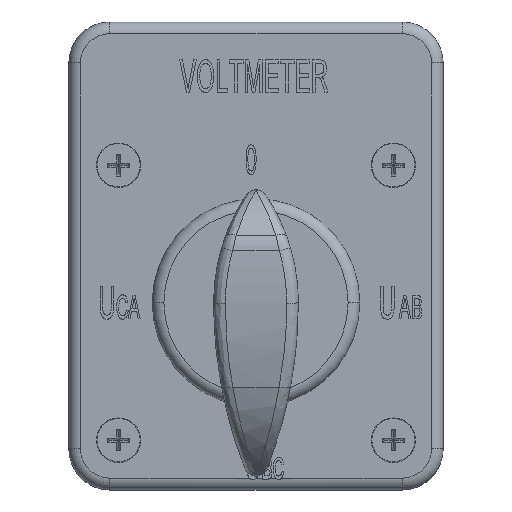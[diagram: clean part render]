
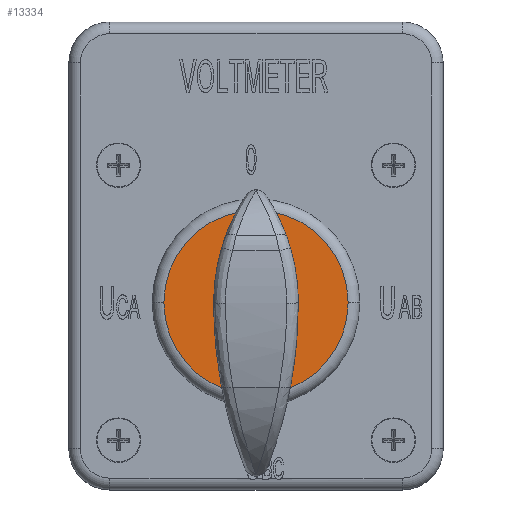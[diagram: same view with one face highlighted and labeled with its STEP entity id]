
A CAD part, top view. The second image highlights one B-rep face of the part: STEP entity #13334.
In plain terms, the highlighted planar face has unit normal (0, 0, 1).
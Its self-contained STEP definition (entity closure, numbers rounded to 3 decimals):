
#627 = VERTEX_POINT ( 'NONE', #12182 ) ;
#1016 = CIRCLE ( 'NONE', #16022, 15.75 ) ;
#1153 = EDGE_CURVE ( 'NONE', #21195, #627, #1016, .T. ) ;
#1498 = DIRECTION ( 'NONE',  ( 1., 0., 0. ) ) ;
#5365 = FACE_OUTER_BOUND ( 'NONE', #10811, .T. ) ;
#5462 = DIRECTION ( 'NONE',  ( 1., 0., 0. ) ) ;
#6888 = CARTESIAN_POINT ( 'NONE',  ( 0., 0., 17.2 ) ) ;
#8335 = AXIS2_PLACEMENT_3D ( 'NONE', #6888, #12194, #1498 ) ;
#8937 = ORIENTED_EDGE ( 'NONE', *, *, #12457, .T. ) ;
#9293 = CIRCLE ( 'NONE', #9648, 15.75 ) ;
#9648 = AXIS2_PLACEMENT_3D ( 'NONE', #20289, #10147, #21891 ) ;
#10147 = DIRECTION ( 'NONE',  ( 0., 0., 1. ) ) ;
#10294 = CARTESIAN_POINT ( 'NONE',  ( -15.75, 0., 17.2 ) ) ;
#10811 = EDGE_LOOP ( 'NONE', ( #8937, #11049 ) ) ;
#11049 = ORIENTED_EDGE ( 'NONE', *, *, #1153, .T. ) ;
#12182 = CARTESIAN_POINT ( 'NONE',  ( 15.75, 0., 17.2 ) ) ;
#12194 = DIRECTION ( 'NONE',  ( 0., 0., 1. ) ) ;
#12457 = EDGE_CURVE ( 'NONE', #627, #21195, #9293, .T. ) ;
#13334 = ADVANCED_FACE ( 'NONE', ( #5365 ), #22163, .T. ) ;
#15971 = DIRECTION ( 'NONE',  ( 0., 0., 1. ) ) ;
#16022 = AXIS2_PLACEMENT_3D ( 'NONE', #20083, #15971, #5462 ) ;
#20083 = CARTESIAN_POINT ( 'NONE',  ( 0., 0., 17.2 ) ) ;
#20289 = CARTESIAN_POINT ( 'NONE',  ( 0., 0., 17.2 ) ) ;
#21195 = VERTEX_POINT ( 'NONE', #10294 ) ;
#21891 = DIRECTION ( 'NONE',  ( 1., 0., 0. ) ) ;
#22163 = PLANE ( 'NONE',  #8335 ) ;
